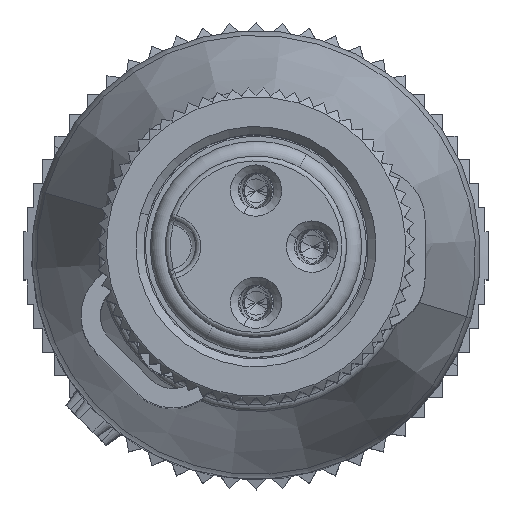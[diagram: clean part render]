
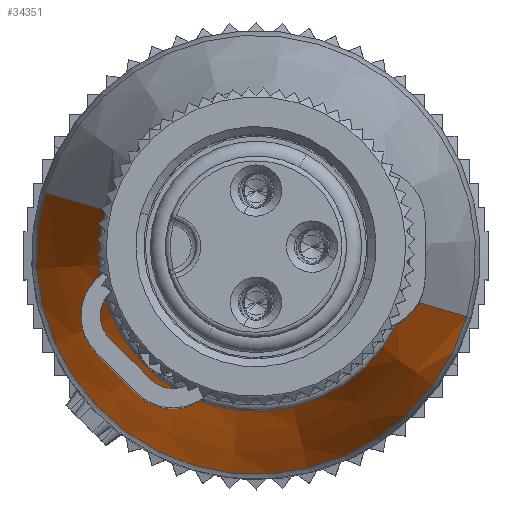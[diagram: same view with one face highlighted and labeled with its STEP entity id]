
A CAD part, top view. The second image highlights one B-rep face of the part: STEP entity #34351.
In plain terms, the highlighted conical face has half-angle 18 degrees and reference radius 4.9 mm.
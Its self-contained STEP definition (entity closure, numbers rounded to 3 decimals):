
#34288=AXIS2_PLACEMENT_3D('Circle Axis2P3D',#34286,#34287,$) ;
#34324=AXIS2_PLACEMENT_3D('Cone Axis2P3D',#34321,#34322,#34323) ;
#34328=AXIS2_PLACEMENT_3D('Circle Axis2P3D',#34326,#34327,$) ;
#34286=CARTESIAN_POINT('Axis2P3D Location',(7.261,7.3,30.911)) ;
#34290=CARTESIAN_POINT('Vertex',(0.685,9.229,30.911)) ;
#34292=CARTESIAN_POINT('Vertex',(13.837,5.371,30.911)) ;
#34321=CARTESIAN_POINT('Axis2P3D Location',(7.261,7.3,36.922)) ;
#34326=CARTESIAN_POINT('Axis2P3D Location',(7.261,7.3,36.922)) ;
#34330=CARTESIAN_POINT('Vertex',(2.56,8.68,36.922)) ;
#34332=CARTESIAN_POINT('Vertex',(11.963,5.92,36.922)) ;
#34335=CARTESIAN_POINT('Line Origine',(1.622,8.954,33.916)) ;
#34340=CARTESIAN_POINT('Line Origine',(12.9,5.646,33.916)) ;
#34287=DIRECTION('Axis2P3D Direction',(0.,0.,1.)) ;
#34322=DIRECTION('Axis2P3D Direction',(0.,0.,-1.)) ;
#34323=DIRECTION('Axis2P3D XDirection',(-0.96,0.282,0.)) ;
#34327=DIRECTION('Axis2P3D Direction',(0.,0.,-1.)) ;
#34336=DIRECTION('Vector Direction',(-0.297,0.087,-0.951)) ;
#34341=DIRECTION('Vector Direction',(0.297,-0.087,-0.951)) ;
#34337=VECTOR('Line Direction',#34336,1.) ;
#34342=VECTOR('Line Direction',#34341,1.) ;
#34346=ORIENTED_EDGE('',*,*,#34334,.F.) ;
#34347=ORIENTED_EDGE('',*,*,#34339,.T.) ;
#34348=ORIENTED_EDGE('',*,*,#34294,.T.) ;
#34349=ORIENTED_EDGE('',*,*,#34344,.F.) ;
#34351=ADVANCED_FACE('Hauptk\X2\00F6\X0\rper',(#34350),#34325,.T.) ;
#34289=CIRCLE('generated circle',#34288,6.853) ;
#34329=CIRCLE('generated circle',#34328,4.9) ;
#34325=CONICAL_SURFACE('Cone',#34324,4.9,0.314) ;
#34294=EDGE_CURVE('',#34291,#34293,#34289,.T.) ;
#34334=EDGE_CURVE('',#34331,#34333,#34329,.F.) ;
#34339=EDGE_CURVE('',#34331,#34291,#34338,.T.) ;
#34344=EDGE_CURVE('',#34333,#34293,#34343,.T.) ;
#34345=EDGE_LOOP('',(#34346,#34347,#34348,#34349)) ;
#34350=FACE_OUTER_BOUND('',#34345,.T.) ;
#34338=LINE('Line',#34335,#34337) ;
#34343=LINE('Line',#34340,#34342) ;
#34291=VERTEX_POINT('',#34290) ;
#34293=VERTEX_POINT('',#34292) ;
#34331=VERTEX_POINT('',#34330) ;
#34333=VERTEX_POINT('',#34332) ;
